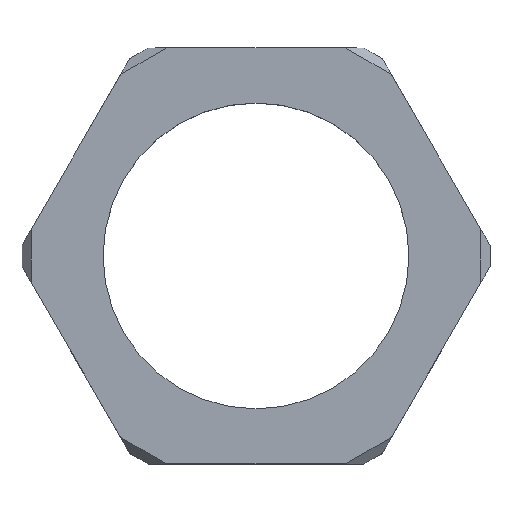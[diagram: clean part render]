
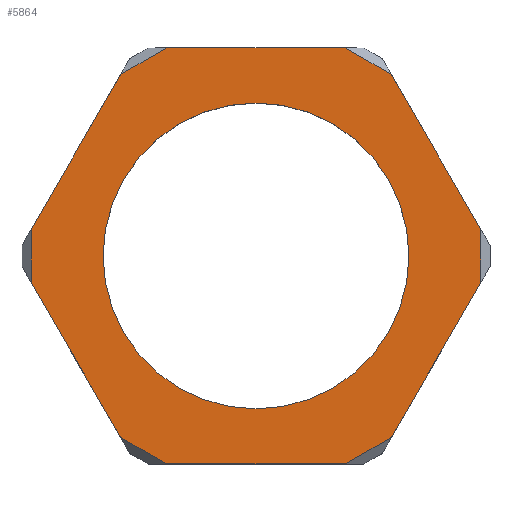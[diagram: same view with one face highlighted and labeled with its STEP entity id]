
A CAD part, top view. The second image highlights one B-rep face of the part: STEP entity #5864.
In plain terms, the highlighted planar face has unit normal (0, 0, 1).
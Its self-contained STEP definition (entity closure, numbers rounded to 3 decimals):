
#3123=DIRECTION('',(1.,0.,0.));
#3124=VECTOR('',#3123,14.63);
#3125=CARTESIAN_POINT('',(-7.315,-17.,6.));
#3126=LINE('',#3125,#3124);
#3945=CARTESIAN_POINT('',(0.,0.,6.));
#3946=DIRECTION('',(0.,0.,1.));
#3947=DIRECTION('',(1.,0.,0.));
#3948=AXIS2_PLACEMENT_3D('',#3945,#3946,#3947);
#3953=CARTESIAN_POINT('',(0.,0.,6.));
#3954=DIRECTION('',(0.,0.,1.));
#3955=DIRECTION('',(-1.,0.,0.));
#3956=AXIS2_PLACEMENT_3D('',#3953,#3954,#3955);
#3961=DIRECTION('',(0.866,-0.5,0.));
#3962=VECTOR('',#3961,4.33);
#3963=CARTESIAN_POINT('',(-11.065,-14.835,6.));
#3964=LINE('',#3963,#3962);
#3968=DIRECTION('',(-0.5,0.866,0.));
#3969=VECTOR('',#3968,14.63);
#3970=CARTESIAN_POINT('',(-11.065,-14.835,6.));
#3971=LINE('',#3970,#3969);
#3975=DIRECTION('',(0.,1.,0.));
#3976=VECTOR('',#3975,4.33);
#3977=CARTESIAN_POINT('',(-18.38,-2.165,6.));
#3978=LINE('',#3977,#3976);
#3982=DIRECTION('',(0.5,0.866,0.));
#3983=VECTOR('',#3982,14.63);
#3984=CARTESIAN_POINT('',(-18.38,2.165,6.));
#3985=LINE('',#3984,#3983);
#3989=DIRECTION('',(-0.866,-0.5,0.));
#3990=VECTOR('',#3989,4.33);
#3991=CARTESIAN_POINT('',(-7.315,17.,6.));
#3992=LINE('',#3991,#3990);
#3996=DIRECTION('',(-0.866,0.5,0.));
#3997=VECTOR('',#3996,4.33);
#3998=CARTESIAN_POINT('',(11.065,14.835,6.));
#3999=LINE('',#3998,#3997);
#4003=DIRECTION('',(0.5,-0.866,0.));
#4004=VECTOR('',#4003,14.63);
#4005=CARTESIAN_POINT('',(11.065,14.835,6.));
#4006=LINE('',#4005,#4004);
#4010=DIRECTION('',(0.,-1.,0.));
#4011=VECTOR('',#4010,4.33);
#4012=CARTESIAN_POINT('',(18.38,2.165,6.));
#4013=LINE('',#4012,#4011);
#4017=DIRECTION('',(-0.5,-0.866,0.));
#4018=VECTOR('',#4017,14.63);
#4019=CARTESIAN_POINT('',(18.38,-2.165,6.));
#4020=LINE('',#4019,#4018);
#4024=DIRECTION('',(0.866,0.5,0.));
#4025=VECTOR('',#4024,4.33);
#4026=CARTESIAN_POINT('',(7.315,-17.,6.));
#4027=LINE('',#4026,#4025);
#4143=DIRECTION('',(-1.,0.,0.));
#4144=VECTOR('',#4143,14.63);
#4145=CARTESIAN_POINT('',(7.315,17.,6.));
#4146=LINE('',#4145,#4144);
#4365=CARTESIAN_POINT('',(12.5,0.,6.));
#4366=CARTESIAN_POINT('',(-12.5,0.,6.));
#4367=VERTEX_POINT('',#4365);
#4368=VERTEX_POINT('',#4366);
#4465=CARTESIAN_POINT('',(-7.315,-17.,6.));
#4467=VERTEX_POINT('',#4465);
#4471=CARTESIAN_POINT('',(-11.065,-14.835,6.));
#4472=VERTEX_POINT('',#4471);
#4474=CARTESIAN_POINT('',(-18.38,2.165,6.));
#4476=VERTEX_POINT('',#4474);
#4477=CARTESIAN_POINT('',(-18.38,-2.165,6.));
#4478=VERTEX_POINT('',#4477);
#4481=CARTESIAN_POINT('',(-11.065,14.835,6.));
#4483=VERTEX_POINT('',#4481);
#4487=CARTESIAN_POINT('',(-7.315,17.,6.));
#4488=VERTEX_POINT('',#4487);
#4489=CARTESIAN_POINT('',(7.315,17.,6.));
#4491=VERTEX_POINT('',#4489);
#4495=CARTESIAN_POINT('',(11.065,14.835,6.));
#4496=VERTEX_POINT('',#4495);
#4498=CARTESIAN_POINT('',(18.38,-2.165,6.));
#4500=VERTEX_POINT('',#4498);
#4501=CARTESIAN_POINT('',(18.38,2.165,6.));
#4502=VERTEX_POINT('',#4501);
#4505=CARTESIAN_POINT('',(11.065,-14.835,6.));
#4507=VERTEX_POINT('',#4505);
#4511=CARTESIAN_POINT('',(7.315,-17.,6.));
#4512=VERTEX_POINT('',#4511);
#5829=CARTESIAN_POINT('',(0.,0.,6.));
#5830=DIRECTION('',(0.,0.,1.));
#5831=DIRECTION('',(1.,0.,0.));
#5832=AXIS2_PLACEMENT_3D('',#5829,#5830,#5831);
#5833=PLANE('',#5832);
#5834=ORIENTED_EDGE('',*,*,#4590,.F.);
#5836=ORIENTED_EDGE('',*,*,#5835,.T.);
#5838=ORIENTED_EDGE('',*,*,#5837,.T.);
#5840=ORIENTED_EDGE('',*,*,#5839,.T.);
#5842=ORIENTED_EDGE('',*,*,#5841,.F.);
#5844=ORIENTED_EDGE('',*,*,#5843,.F.);
#5846=ORIENTED_EDGE('',*,*,#5845,.F.);
#5848=ORIENTED_EDGE('',*,*,#5847,.T.);
#5850=ORIENTED_EDGE('',*,*,#5849,.T.);
#5852=ORIENTED_EDGE('',*,*,#5851,.T.);
#5854=ORIENTED_EDGE('',*,*,#5853,.F.);
#5855=ORIENTED_EDGE('',*,*,#4608,.F.);
#5856=EDGE_LOOP('',(#5834,#5836,#5838,#5840,#5842,#5844,#5846,#5848,#5850,#5852,
#5854,#5855));
#5857=FACE_OUTER_BOUND('',#5856,.F.);
#5859=ORIENTED_EDGE('',*,*,#5858,.T.);
#5861=ORIENTED_EDGE('',*,*,#5860,.T.);
#5862=EDGE_LOOP('',(#5859,#5861));
#5863=FACE_BOUND('',#5862,.F.);
#3949=CIRCLE('',#3948,12.5);
#3957=CIRCLE('',#3956,12.5);
#4590=EDGE_CURVE('',#4472,#4467,#3964,.T.);
#4608=EDGE_CURVE('',#4467,#4512,#3126,.T.);
#5835=EDGE_CURVE('',#4472,#4478,#3971,.T.);
#5837=EDGE_CURVE('',#4478,#4476,#3978,.T.);
#5839=EDGE_CURVE('',#4476,#4483,#3985,.T.);
#5841=EDGE_CURVE('',#4488,#4483,#3992,.T.);
#5843=EDGE_CURVE('',#4491,#4488,#4146,.T.);
#5845=EDGE_CURVE('',#4496,#4491,#3999,.T.);
#5847=EDGE_CURVE('',#4496,#4502,#4006,.T.);
#5849=EDGE_CURVE('',#4502,#4500,#4013,.T.);
#5851=EDGE_CURVE('',#4500,#4507,#4020,.T.);
#5853=EDGE_CURVE('',#4512,#4507,#4027,.T.);
#5858=EDGE_CURVE('',#4367,#4368,#3949,.T.);
#5860=EDGE_CURVE('',#4368,#4367,#3957,.T.);
#5864=ADVANCED_FACE('',(#5857,#5863),#5833,.T.);
